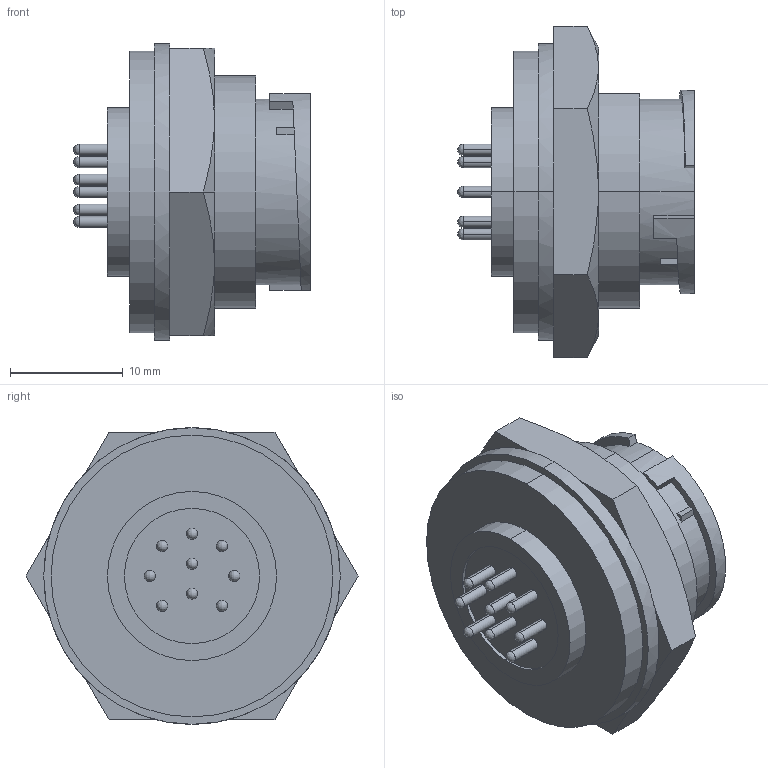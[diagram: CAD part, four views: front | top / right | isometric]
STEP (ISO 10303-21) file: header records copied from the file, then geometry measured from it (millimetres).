
FILE_DESCRIPTION (( 'STEP AP203' ), '1' );
FILE_NAME ('P311.STEP', '2020-04-01T02:56:46', ( 'edpusr' ), ( 'Microsoft' ), 'SwSTEP 2.0', 'SolidWorks 2015', '' );
FILE_SCHEMA (( 'CONFIG_CONTROL_DESIGN' ));
Length unit declared in the file: millimetre
Products named in the file (1): P311
Bounding box: 21 x 29.44 x 26.3 mm (x, y, z)
Volume: 5224.1 mm3; surface area: 3208.8 mm2
Topology: 1 solids, 1 shells, 125 faces, 317 edges, 176 vertices
Faces by surface type: cylinder 56, plane 45, bspline 22, cone 2
Entity records: 3849 total; most frequent: CARTESIAN_POINT 1004, DIRECTION 605, ORIENTED_EDGE 550, EDGE_CURVE 275, AXIS2_PLACEMENT_3D 241, VERTEX_POINT 176, EDGE_LOOP 149, CIRCLE 137
